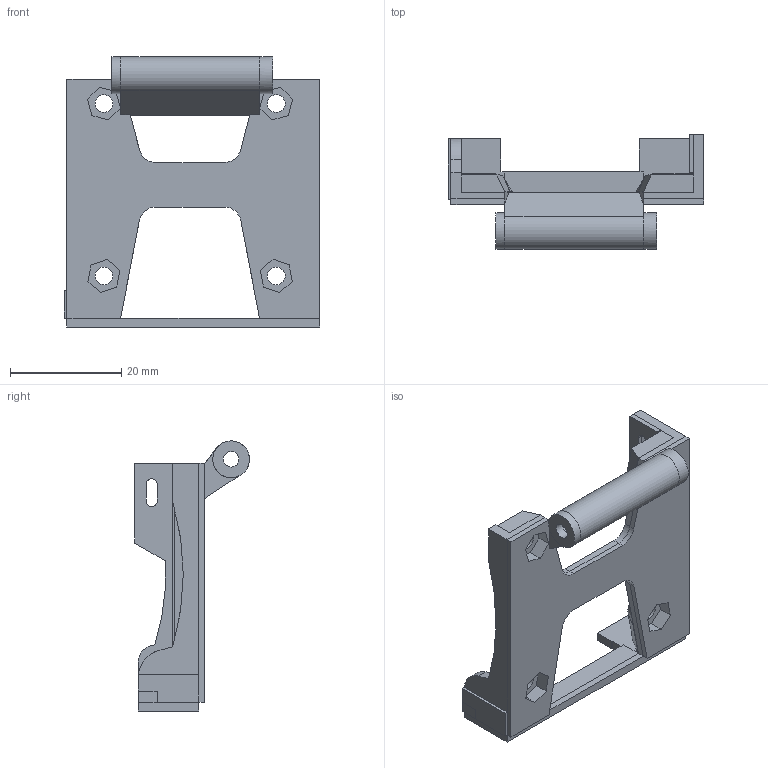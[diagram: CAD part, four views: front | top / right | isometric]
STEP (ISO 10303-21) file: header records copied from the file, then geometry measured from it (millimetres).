
FILE_DESCRIPTION(('FreeCAD Model'),'2;1');
FILE_NAME('Open CASCADE Shape Model','2023-05-05T23:54:23',(''),(''), 'Open CASCADE STEP processor 7.6','FreeCAD','Unknown');
FILE_SCHEMA(('AUTOMOTIVE_DESIGN { 1 0 10303 214 1 1 1 1 }'));
Length unit declared in the file: millimetre
Products named in the file (1): ebb-mount
Bounding box: 46.01 x 20.68 x 48.6 mm (x, y, z)
Volume: 6615.8 mm3; surface area: 6379.1 mm2
Topology: 1 solids, 1 shells, 177 faces, 461 edges, 286 vertices
Faces by surface type: plane 140, cylinder 33, cone 4
Full cylindrical faces by diameter (mm): 2.8 x3, 3.2 x4, 6.6 x2
Entity records: 11343 total; most frequent: CARTESIAN_POINT 1973, DIRECTION 1752, LINE 1236, VECTOR 1236, ORIENTED_EDGE 922, PCURVE 922, DEFINITIONAL_REPRESENTATION 922, EDGE_CURVE 461
